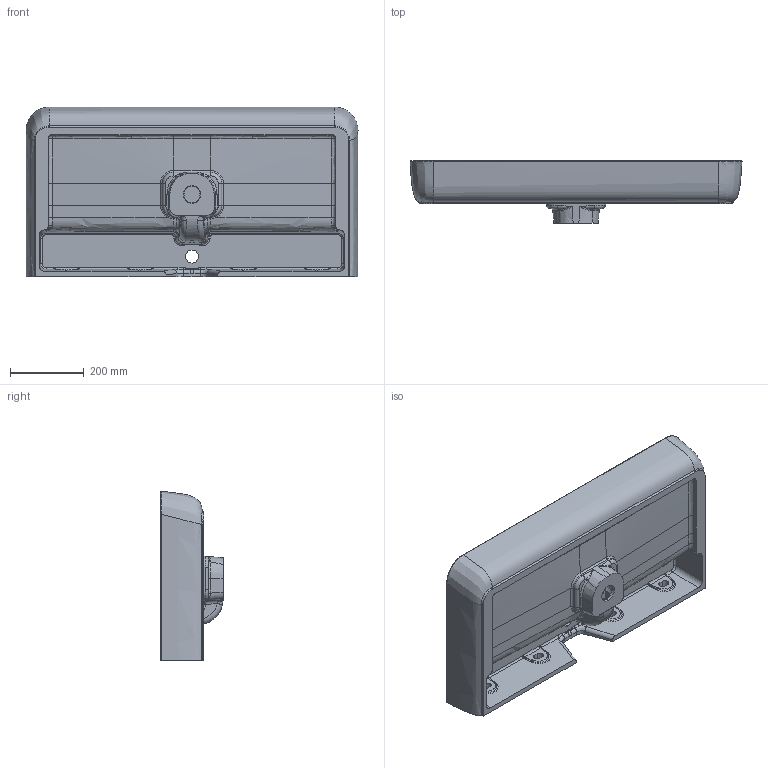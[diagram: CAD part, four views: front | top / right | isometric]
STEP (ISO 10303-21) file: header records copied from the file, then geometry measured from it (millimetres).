
FILE_DESCRIPTION (( 'STEP AP203' ), '1' );
FILE_NAME ('6301390911.STEP', '2020-12-16T22:32:21', ( '' ), ( '' ), 'SwSTEP 2.0', 'SolidWorks 2019', '' );
FILE_SCHEMA (( 'CONFIG_CONTROL_DESIGN' ));
Products named in the file (1): 6301390911
Bounding box: 899.89 x 169 x 459.9 mm (x, y, z)
Surface area: 1492834.9 mm2 (no closed solid volume)
Topology: 0 solids, 3 shells, 536 faces, 1342 edges, 789 vertices
Faces by surface type: bspline 244, cylinder 128, plane 96, cone 31, torus 25, sphere 12
Entity records: 35674 total; most frequent: CARTESIAN_POINT 24819, ORIENTED_EDGE 2618, DIRECTION 1782, EDGE_CURVE 1313, VERTEX_POINT 786, AXIS2_PLACEMENT_3D 705, EDGE_LOOP 555, FACE_OUTER_BOUND 536
